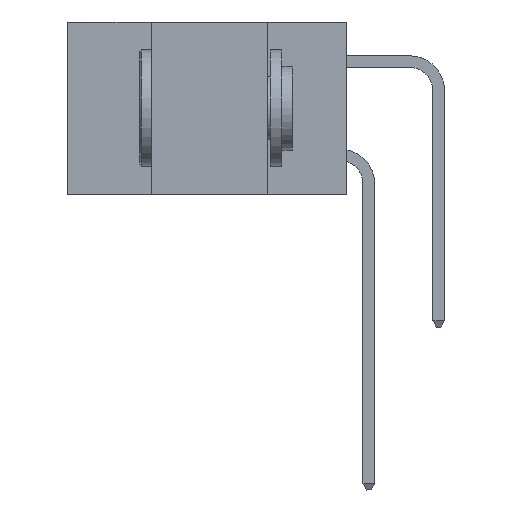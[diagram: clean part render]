
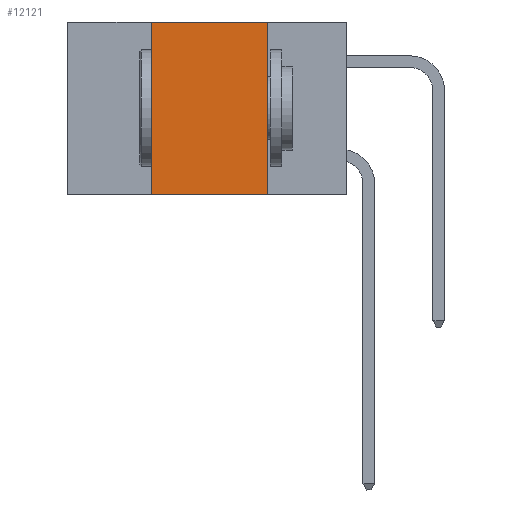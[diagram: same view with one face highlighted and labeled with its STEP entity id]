
A CAD part, left-side view. The second image highlights one B-rep face of the part: STEP entity #12121.
In plain terms, the highlighted planar face has unit normal (-1, 0, 0).
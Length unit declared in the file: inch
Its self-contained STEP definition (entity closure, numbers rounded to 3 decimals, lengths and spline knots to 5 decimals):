
#2336 = VECTOR ( 'NONE', #23488, 39.37008 ) ;
#3235 = CARTESIAN_POINT ( 'NONE',  ( 0., 0.42, 0. ) ) ;
#4103 = CARTESIAN_POINT ( 'NONE',  ( 0., 0.6, 0. ) ) ;
#4980 = VERTEX_POINT ( 'NONE', #8571 ) ;
#5040 = CARTESIAN_POINT ( 'NONE',  ( 0., 0.6, 0. ) ) ;
#5740 = CARTESIAN_POINT ( 'NONE',  ( 0., 0.6, -0.37 ) ) ;
#5910 = VECTOR ( 'NONE', #15074, 39.37008 ) ;
#5928 = DIRECTION ( 'NONE',  ( 0., 0., -1. ) ) ;
#6056 = LINE ( 'NONE', #14509, #2336 ) ;
#6752 = EDGE_CURVE ( 'NONE', #4980, #13238, #6056, .T. ) ;
#7135 = VERTEX_POINT ( 'NONE', #22774 ) ;
#8571 = CARTESIAN_POINT ( 'NONE',  ( 0., 0.17, 0. ) ) ;
#9568 = PLANE ( 'NONE',  #10402 ) ;
#10402 = AXIS2_PLACEMENT_3D ( 'NONE', #4103, #16821, #5928 ) ;
#12121 = ADVANCED_FACE ( 'NONE', ( #14659 ), #9568, .F. ) ;
#12464 = LINE ( 'NONE', #22265, #5910 ) ;
#12980 = CARTESIAN_POINT ( 'NONE',  ( 0., 0.17, -0.37 ) ) ;
#13238 = VERTEX_POINT ( 'NONE', #12980 ) ;
#13649 = ORIENTED_EDGE ( 'NONE', *, *, #18275, .F. ) ;
#13926 = VECTOR ( 'NONE', #20275, 39.37008 ) ;
#13988 = ORIENTED_EDGE ( 'NONE', *, *, #17447, .T. ) ;
#14280 = EDGE_CURVE ( 'NONE', #17941, #4980, #19120, .T. ) ;
#14509 = CARTESIAN_POINT ( 'NONE',  ( 0., 0.17, 0. ) ) ;
#14659 = FACE_OUTER_BOUND ( 'NONE', #20414, .T. ) ;
#15074 = DIRECTION ( 'NONE',  ( 0., 0., 1. ) ) ;
#15877 = ORIENTED_EDGE ( 'NONE', *, *, #14280, .F. ) ;
#16821 = DIRECTION ( 'NONE',  ( 1., 0., 0. ) ) ;
#17447 = EDGE_CURVE ( 'NONE', #7135, #13238, #18773, .T. ) ;
#17768 = DIRECTION ( 'NONE',  ( 0., -1., 0. ) ) ;
#17941 = VERTEX_POINT ( 'NONE', #3235 ) ;
#18275 = EDGE_CURVE ( 'NONE', #7135, #17941, #12464, .T. ) ;
#18773 = LINE ( 'NONE', #5740, #13926 ) ;
#19120 = LINE ( 'NONE', #5040, #19690 ) ;
#19690 = VECTOR ( 'NONE', #17768, 39.37008 ) ;
#20275 = DIRECTION ( 'NONE',  ( 0., -1., 0. ) ) ;
#20414 = EDGE_LOOP ( 'NONE', ( #23222, #15877, #13649, #13988 ) ) ;
#22265 = CARTESIAN_POINT ( 'NONE',  ( 0., 0.42, 0. ) ) ;
#22774 = CARTESIAN_POINT ( 'NONE',  ( 0., 0.42, -0.37 ) ) ;
#23222 = ORIENTED_EDGE ( 'NONE', *, *, #6752, .F. ) ;
#23488 = DIRECTION ( 'NONE',  ( 0., 0., -1. ) ) ;
